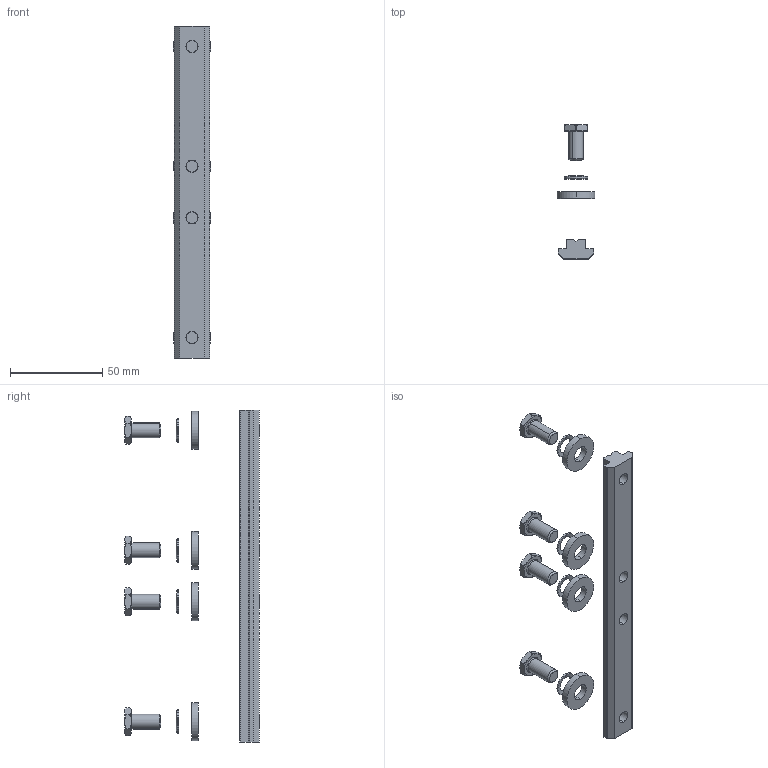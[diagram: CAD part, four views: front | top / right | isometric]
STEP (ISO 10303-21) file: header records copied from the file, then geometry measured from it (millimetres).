
FILE_DESCRIPTION (( 'STEP AP214' ), '1' );
FILE_NAME ('096030s38.STEP', '2011-05-16T12:35:32', ( '' ), ( '' ), 'SwSTEP 2.0', 'SolidWorks 2011', '' );
FILE_SCHEMA (( 'AUTOMOTIVE_DESIGN' ));
Length unit declared in the file: millimetre
Products named in the file (5): SCHNORR-Scheibe_M8; a8-4_m 08 dick; din 931_M8x16; 096030s12; 096030s38
Assembly tree (13 placements, depth 2):
  096030s38
    a8-4_m 08 dick  x4
    SCHNORR-Scheibe_M8  x4
    din 931_M8x16  x4
    096030s12
Bounding box: 20.5 x 72.86 x 180 mm (x, y, z)
Volume: 34103 mm3; surface area: 18536.2 mm2
Topology: 13 solids, 13 shells, 229 faces, 529 edges, 318 vertices
Faces by surface type: cylinder 82, plane 67, cone 48, torus 32
Entity records: 3345 total; most frequent: CARTESIAN_POINT 777, DIRECTION 477, ORIENTED_EDGE 446, EDGE_CURVE 223, AXIS2_PLACEMENT_3D 190, VERTEX_POINT 138, VECTOR 97, LINE 97
